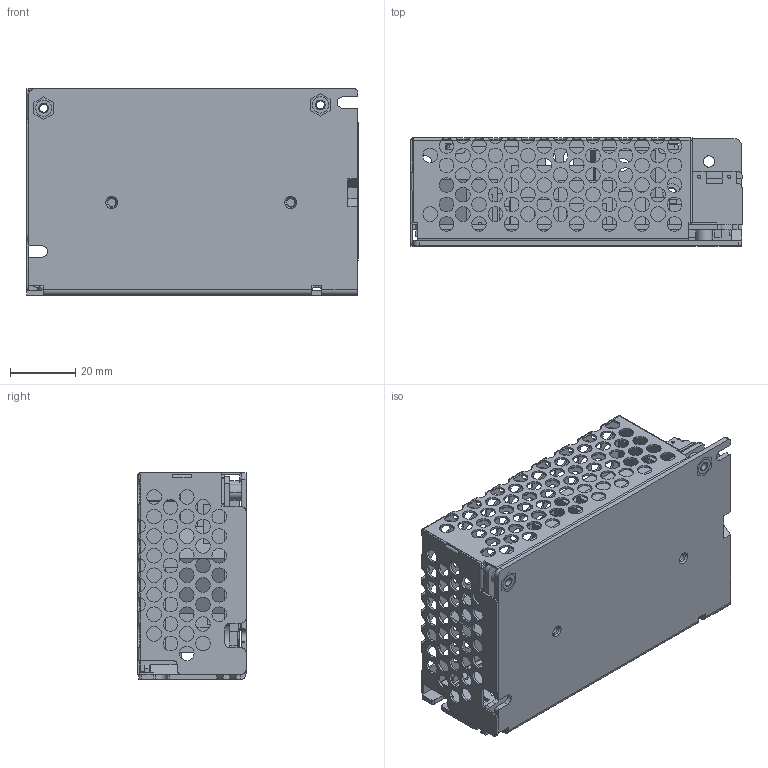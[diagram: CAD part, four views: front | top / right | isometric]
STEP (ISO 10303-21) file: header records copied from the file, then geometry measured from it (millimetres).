
FILE_DESCRIPTION((''),'2;1');
FILE_NAME('SPPC_2435_1_ASM','2018-03-07T',('huangxiaodong'),(''),'PRO/ENGINEER BY PARAMETRIC TECHNOLOGY CORPORATION, 2010480','PRO/ENGINEER BY PARAMETRIC TECHNOLOGY CORPORATION, 2010480','');
FILE_SCHEMA(('AUTOMOTIVE_DESIGN_CC2 { 1 2 10303 214 -1 1 5 2 }'));
Products named in the file (54): 130100085027; 130102000332; 130100085027_ASM; 130100045627; 130100045627_ASM; SPPC_2435_1_CHASSIS_ASM; SPPC_2435_1-REV2_0; TO-220F15I_3NEAAAAAAAAA; C-10AABA; C-10AACA; CY-Y1AA; DIP4_10A; LP-2220AAAAAAA; PAD3; MARKA; MARK; SMD-1206; CON-8_255-5P-JTBT07AAAAAAAAAAA; C-18_7_5A; L-EMI-UT20AAAA; C-10AAAA; R-1W15AA; DO-41-P15A; PAD42BA; SMD-SOC-8; SMD-SS12-SS115; SMD-0805-N; PAD42BAB; DB-KBP206G_KBP205G_-2009AAAA; PAD42BAA; CY-Y2-P7_5-2011KAA; TO-220AB_2_7STA-MDA; F_R8_5_5_08AI; ZV-14511-AI; SMD-1206-N; RT-5_7_5-AIA; R-1_4W12_5; LED-5_0-AI; RV625HMC-1; C-8_3_5AAA ...
Assembly tree (125 placements, depth 4):
  SPPC_2435_1_ASM
    SPPC_2435_1_CHASSIS_ASM
      130100085027_ASM
        130100085027
        130102000332  x2
      130100045627_ASM
        130100045627
    SPPC_2435_1-REV2_0_ASM
      SPPC_2435_1-REV2_0
      TO-220F15I_3NEAAAAAAAAA
      C-10AABA
      C-10AACA
      CY-Y1AA
      DIP4_10A  x2
      LP-2220AAAAAAA
      PAD3  x4
      MARKA  x2
      MARK  x8
      SMD-1206
      CON-8_255-5P-JTBT07AAAAAAAAAAA
      C-18_7_5A
      L-EMI-UT20AAAA
      C-10AAAA
      R-1W15AA
      DO-41-P15A
      PAD42BA  x15
      SMD-SOC-8
      SMD-SS12-SS115
      SMD-0805-N  x22
      PAD42BAB
      DB-KBP206G_KBP205G_-2009AAAA
      PAD42BAA
      CY-Y2-P7_5-2011KAA
      TO-220AB_2_7STA-MDA
      F_R8_5_5_08AI
      ZV-14511-AI
      SMD-1206-N  x17
      RT-5_7_5-AIA
      R-1_4W12_5
      LED-5_0-AI
      RV625HMC-1
      C-8_3_5AAA
      C-8_5-AI-
      CY-Y2B-P7_5-2009A
      CX-223_7_5-MKP62A
      CX-334MKP62-P15_7_5
      CL-104J400V-P5_0-2009AA
      CL-5-2_12A
      CY-Y1-7_5MMAAAA
      SOT-23-S  x7
      PAD42BAC  x2
      CE6_3_2_5AI
      FDG_3D6L_10AI
      MARKAA  x2
Bounding box: 101.98 x 33.2 x 63.5 mm (x, y, z)
Volume: 74183.7 mm3; surface area: 77472.7 mm2
Topology: 121 solids, 127 shells, 2164 faces, 5458 edges, 3506 vertices
Faces by surface type: plane 1335, cylinder 769, bspline 32, cone 18, torus 10
Entity records: 70552 total; most frequent: CARTESIAN_POINT 11001, DIRECTION 10024, ORIENTED_EDGE 9112, EDGE_CURVE 4566, PRESENTATION_STYLE_ASSIGNMENT 4031, STYLED_ITEM 3994, CURVE_STYLE 3986, AXIS2_PLACEMENT_3D 3527
